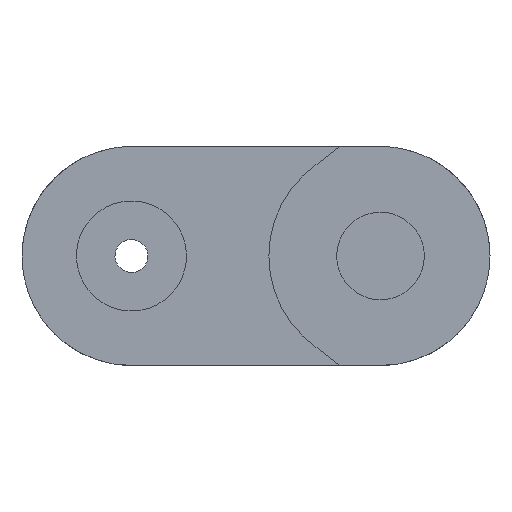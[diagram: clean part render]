
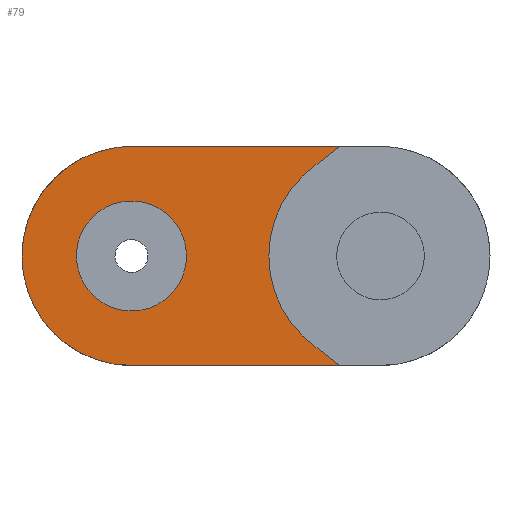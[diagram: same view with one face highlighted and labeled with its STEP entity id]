
A CAD part, front view. The second image highlights one B-rep face of the part: STEP entity #79.
In plain terms, the highlighted planar face has unit normal (0, -1, 0).
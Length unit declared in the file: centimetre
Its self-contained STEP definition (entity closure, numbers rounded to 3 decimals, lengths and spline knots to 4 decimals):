
#57=FACE_BOUND('',#414,.T.);
#79=ADVANCED_FACE('',(#246,#57),#2648,.T.);
#246=FACE_OUTER_BOUND('',#413,.T.);
#413=EDGE_LOOP('',(#610,#611,#612,#613,#614,#615,#616));
#414=EDGE_LOOP('',(#617,#618));
#610=ORIENTED_EDGE('',*,*,#1521,.F.);
#611=ORIENTED_EDGE('',*,*,#1502,.F.);
#612=ORIENTED_EDGE('',*,*,#1500,.F.);
#613=ORIENTED_EDGE('',*,*,#1499,.F.);
#614=ORIENTED_EDGE('',*,*,#1501,.F.);
#615=ORIENTED_EDGE('',*,*,#1506,.F.);
#616=ORIENTED_EDGE('',*,*,#1519,.F.);
#617=ORIENTED_EDGE('',*,*,#1593,.F.);
#618=ORIENTED_EDGE('',*,*,#1580,.F.);
#1499=EDGE_CURVE('',#2374,#2375,#2150,.T.);
#1500=EDGE_CURVE('',#2375,#2372,#2151,.T.);
#1501=EDGE_CURVE('',#2371,#2374,#2152,.T.);
#1502=EDGE_CURVE('',#2372,#2387,#1921,.T.);
#1506=EDGE_CURVE('',#2377,#2371,#1922,.T.);
#1519=EDGE_CURVE('',#2376,#2377,#2161,.T.);
#1521=EDGE_CURVE('',#2387,#2376,#2163,.T.);
#1580=EDGE_CURVE('',#2427,#2432,#2170,.T.);
#1593=EDGE_CURVE('',#2432,#2427,#2181,.T.);
#1921=B_SPLINE_CURVE_WITH_KNOTS('',1,(#3371,#3372),.UNSPECIFIED.,.F.,.F.,
(2,2),(-5.8051,-2.),.UNSPECIFIED.);
#1922=B_SPLINE_CURVE_WITH_KNOTS('',1,(#3380,#3381),.UNSPECIFIED.,.F.,.F.,
(2,2),(-19.1,-15.2949),.UNSPECIFIED.);
#2150=(
BOUNDED_CURVE()
B_SPLINE_CURVE(2,(#3360,#3361,#3362,#3363,#3364),.UNSPECIFIED.,.F.,.F.)
B_SPLINE_CURVE_WITH_KNOTS((3,2,3),(-31.3536,-29.4063,
-27.459),.UNSPECIFIED.)
CURVE()
GEOMETRIC_REPRESENTATION_ITEM()
RATIONAL_B_SPLINE_CURVE((1.,0.888,1.,0.888,1.))
REPRESENTATION_ITEM('')
);
#2151=(
BOUNDED_CURVE()
B_SPLINE_CURVE(2,(#3365,#3366,#3367),.UNSPECIFIED.,.F.,.F.)
B_SPLINE_CURVE_WITH_KNOTS((3,3),(-27.459,-26.9104),
 .UNSPECIFIED.)
CURVE()
GEOMETRIC_REPRESENTATION_ITEM()
RATIONAL_B_SPLINE_CURVE((1.,1.,1.))
REPRESENTATION_ITEM('')
);
#2152=(
BOUNDED_CURVE()
B_SPLINE_CURVE(2,(#3368,#3369,#3370),.UNSPECIFIED.,.F.,.F.)
B_SPLINE_CURVE_WITH_KNOTS((3,3),(-14.7237,-14.1752),
 .UNSPECIFIED.)
CURVE()
GEOMETRIC_REPRESENTATION_ITEM()
RATIONAL_B_SPLINE_CURVE((1.,1.,1.))
REPRESENTATION_ITEM('')
);
#2161=(
BOUNDED_CURVE()
B_SPLINE_CURVE(2,(#3410,#3411,#3412),.UNSPECIFIED.,.F.,.F.)
B_SPLINE_CURVE_WITH_KNOTS((3,3),(0.,3.1416),.UNSPECIFIED.)
CURVE()
GEOMETRIC_REPRESENTATION_ITEM()
RATIONAL_B_SPLINE_CURVE((1.,0.707,1.))
REPRESENTATION_ITEM('')
);
#2163=(
BOUNDED_CURVE()
B_SPLINE_CURVE(2,(#3416,#3417,#3418),.UNSPECIFIED.,.F.,.F.)
B_SPLINE_CURVE_WITH_KNOTS((3,3),(-3.1416,0.),.UNSPECIFIED.)
CURVE()
GEOMETRIC_REPRESENTATION_ITEM()
RATIONAL_B_SPLINE_CURVE((1.,0.707,1.))
REPRESENTATION_ITEM('')
);
#2170=(
BOUNDED_CURVE()
B_SPLINE_CURVE(2,(#3542,#3543,#3544,#3545,#3546),.UNSPECIFIED.,.F.,.F.)
B_SPLINE_CURVE_WITH_KNOTS((3,2,3),(0.,1.5787,3.1573),
 .UNSPECIFIED.)
CURVE()
GEOMETRIC_REPRESENTATION_ITEM()
RATIONAL_B_SPLINE_CURVE((1.,0.707,1.,0.707,1.))
REPRESENTATION_ITEM('')
);
#2181=(
BOUNDED_CURVE()
B_SPLINE_CURVE(2,(#3592,#3593,#3594,#3595,#3596),.UNSPECIFIED.,.F.,.F.)
B_SPLINE_CURVE_WITH_KNOTS((3,2,3),(3.1573,4.736,6.3146),
 .UNSPECIFIED.)
CURVE()
GEOMETRIC_REPRESENTATION_ITEM()
RATIONAL_B_SPLINE_CURVE((1.,0.707,1.,0.707,1.))
REPRESENTATION_ITEM('')
);
#2371=VERTEX_POINT('',#3225);
#2372=VERTEX_POINT('',#3226);
#2374=VERTEX_POINT('',#3228);
#2375=VERTEX_POINT('',#3229);
#2376=VERTEX_POINT('',#3230);
#2377=VERTEX_POINT('',#3231);
#2387=VERTEX_POINT('',#3241);
#2427=VERTEX_POINT('',#3281);
#2432=VERTEX_POINT('',#3286);
#2648=PLANE('',#2835);
#2835=AXIS2_PLACEMENT_3D('',#3043,#2934,$);
#2934=DIRECTION('',(0.,-1.,0.));
#3043=CARTESIAN_POINT('',(4.275,-3.3089,-2.));
#3225=CARTESIAN_POINT('',(1.5301,-3.3089,2.));
#3226=CARTESIAN_POINT('',(1.5301,-3.3089,-2.));
#3228=CARTESIAN_POINT('',(1.0959,-3.3089,1.6648));
#3229=CARTESIAN_POINT('',(1.0959,-3.3089,-1.6648));
#3230=CARTESIAN_POINT('',(-4.275,-3.3089,0.));
#3231=CARTESIAN_POINT('',(-2.275,-3.3089,2.));
#3241=CARTESIAN_POINT('',(-2.275,-3.3089,-2.));
#3281=CARTESIAN_POINT('',(-1.27,-3.3089,-0.0055));
#3286=CARTESIAN_POINT('',(-3.28,-3.3089,0.0055));
#3360=CARTESIAN_POINT('',(1.0959,-3.3089,1.6648));
#3361=CARTESIAN_POINT('',(0.235,-3.3089,1.055));
#3362=CARTESIAN_POINT('',(0.235,-3.3089,0.));
#3363=CARTESIAN_POINT('',(0.235,-3.3089,-1.055));
#3364=CARTESIAN_POINT('',(1.0959,-3.3089,-1.6648));
#3365=CARTESIAN_POINT('',(1.0959,-3.3089,-1.6648));
#3366=CARTESIAN_POINT('',(1.313,-3.3089,-1.8324));
#3367=CARTESIAN_POINT('',(1.5301,-3.3089,-2.));
#3368=CARTESIAN_POINT('',(1.5301,-3.3089,2.));
#3369=CARTESIAN_POINT('',(1.313,-3.3089,1.8324));
#3370=CARTESIAN_POINT('',(1.0959,-3.3089,1.6648));
#3371=CARTESIAN_POINT('',(1.5301,-3.3089,-2.));
#3372=CARTESIAN_POINT('',(-2.275,-3.3089,-2.));
#3380=CARTESIAN_POINT('',(-2.275,-3.3089,2.));
#3381=CARTESIAN_POINT('',(1.5301,-3.3089,2.));
#3410=CARTESIAN_POINT('',(-4.275,-3.3089,0.));
#3411=CARTESIAN_POINT('',(-4.275,-3.3089,2.));
#3412=CARTESIAN_POINT('',(-2.275,-3.3089,2.));
#3416=CARTESIAN_POINT('',(-2.275,-3.3089,-2.));
#3417=CARTESIAN_POINT('',(-4.275,-3.3089,-2.));
#3418=CARTESIAN_POINT('',(-4.275,-3.3089,0.));
#3542=CARTESIAN_POINT('',(-1.27,-3.3089,-0.0055));
#3543=CARTESIAN_POINT('',(-1.2645,-3.3089,0.9995));
#3544=CARTESIAN_POINT('',(-2.2695,-3.3089,1.005));
#3545=CARTESIAN_POINT('',(-3.2745,-3.3089,1.0105));
#3546=CARTESIAN_POINT('',(-3.28,-3.3089,0.0055));
#3592=CARTESIAN_POINT('',(-3.28,-3.3089,0.0055));
#3593=CARTESIAN_POINT('',(-3.2855,-3.3089,-0.9994));
#3594=CARTESIAN_POINT('',(-2.2805,-3.3089,-1.005));
#3595=CARTESIAN_POINT('',(-1.2755,-3.3089,-1.0105));
#3596=CARTESIAN_POINT('',(-1.27,-3.3089,-0.0055));
